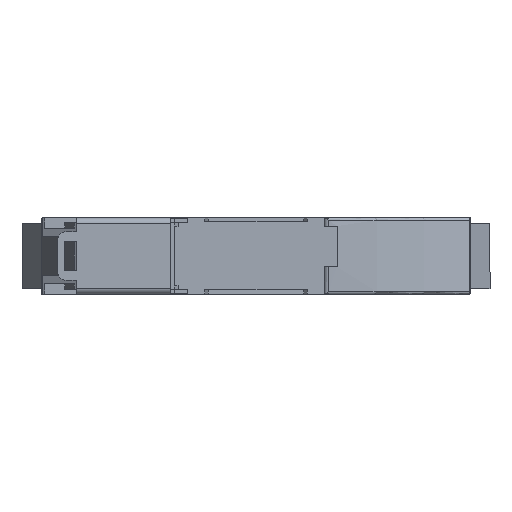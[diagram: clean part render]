
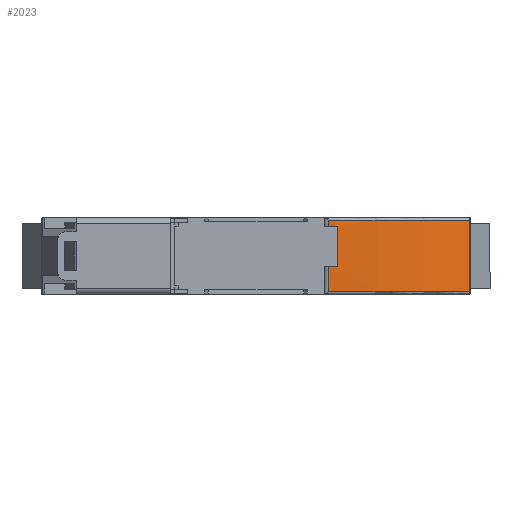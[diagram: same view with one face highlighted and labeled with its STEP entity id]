
A CAD part, front view. The second image highlights one B-rep face of the part: STEP entity #2023.
In plain terms, the highlighted cylindrical face has radius 80 mm (diameter 160 mm), a partial arc.
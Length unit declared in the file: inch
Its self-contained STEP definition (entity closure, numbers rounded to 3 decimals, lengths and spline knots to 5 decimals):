
#10 = VECTOR ( 'NONE', #2413, 39.37008 ) ;
#215 = ORIENTED_EDGE ( 'NONE', *, *, #1686, .F. ) ;
#263 = LINE ( 'NONE', #5642, #4583 ) ;
#277 = CARTESIAN_POINT ( 'NONE',  ( 0.5315, 2.82112, -0.05906 ) ) ;
#466 = AXIS2_PLACEMENT_3D ( 'NONE', #277, #2143, #5887 ) ;
#489 = CARTESIAN_POINT ( 'NONE',  ( 0.65908, -0.3259, 0.33465 ) ) ;
#499 = DIRECTION ( 'NONE',  ( 0., 0., 1. ) ) ;
#778 = LINE ( 'NONE', #5345, #3544 ) ;
#785 = EDGE_CURVE ( 'NONE', #1147, #2948, #6031, .T. ) ;
#996 = VERTEX_POINT ( 'NONE', #1717 ) ;
#1008 = DIRECTION ( 'NONE',  ( 0., 0., 1. ) ) ;
#1137 = VECTOR ( 'NONE', #3208, 39.37008 ) ;
#1140 = DIRECTION ( 'NONE',  ( 0., 0., -1. ) ) ;
#1147 = VERTEX_POINT ( 'NONE', #3903 ) ;
#1175 = CIRCLE ( 'NONE', #4207, 3.14961 ) ;
#1201 = EDGE_CURVE ( 'NONE', #1147, #2528, #4380, .T. ) ;
#1636 = AXIS2_PLACEMENT_3D ( 'NONE', #4695, #1008, #5668 ) ;
#1654 = DIRECTION ( 'NONE',  ( 0., 0., 1. ) ) ;
#1661 = FACE_OUTER_BOUND ( 'NONE', #3369, .T. ) ;
#1677 = ORIENTED_EDGE ( 'NONE', *, *, #785, .F. ) ;
#1686 = EDGE_CURVE ( 'NONE', #4986, #4680, #4523, .T. ) ;
#1717 = CARTESIAN_POINT ( 'NONE',  ( 0.73622, -0.32183, 0.27953 ) ) ;
#1946 = DIRECTION ( 'NONE',  ( 0., 0., 1. ) ) ;
#2010 = CARTESIAN_POINT ( 'NONE',  ( 0.65908, -0.3259, -0.28937 ) ) ;
#2014 = DIRECTION ( 'NONE',  ( -1., 0., 0. ) ) ;
#2023 = ADVANCED_FACE ( 'NONE', ( #1661 ), #5911, .T. ) ;
#2031 = CIRCLE ( 'NONE', #5075, 3.14961 ) ;
#2039 = DIRECTION ( 'NONE',  ( 1., 0., 0. ) ) ;
#2143 = DIRECTION ( 'NONE',  ( 0., 0., -1. ) ) ;
#2195 = CARTESIAN_POINT ( 'NONE',  ( 0.65908, -0.3259, 0.27953 ) ) ;
#2413 = DIRECTION ( 'NONE',  ( 0., 0., -1. ) ) ;
#2528 = VERTEX_POINT ( 'NONE', #5035 ) ;
#2541 = CARTESIAN_POINT ( 'NONE',  ( 1.93792, 0.00297, -0.3189 ) ) ;
#2686 = ORIENTED_EDGE ( 'NONE', *, *, #2958, .T. ) ;
#2948 = VERTEX_POINT ( 'NONE', #3837 ) ;
#2958 = EDGE_CURVE ( 'NONE', #4529, #4680, #2031, .T. ) ;
#3178 = CARTESIAN_POINT ( 'NONE',  ( 0.65908, -0.3259, 0.35433 ) ) ;
#3208 = DIRECTION ( 'NONE',  ( 0., 0., 1. ) ) ;
#3264 = CIRCLE ( 'NONE', #4949, 3.14961 ) ;
#3369 = EDGE_LOOP ( 'NONE', ( #2686, #215, #5789, #3740, #1677, #4160, #4173, #5755 ) ) ;
#3544 = VECTOR ( 'NONE', #1140, 39.37008 ) ;
#3625 = EDGE_CURVE ( 'NONE', #2528, #4444, #3264, .T. ) ;
#3740 = ORIENTED_EDGE ( 'NONE', *, *, #4117, .T. ) ;
#3837 = CARTESIAN_POINT ( 'NONE',  ( 0.73622, -0.32183, -0.09055 ) ) ;
#3903 = CARTESIAN_POINT ( 'NONE',  ( 0.65908, -0.3259, -0.09055 ) ) ;
#4117 = EDGE_CURVE ( 'NONE', #996, #2948, #778, .T. ) ;
#4160 = ORIENTED_EDGE ( 'NONE', *, *, #1201, .T. ) ;
#4173 = ORIENTED_EDGE ( 'NONE', *, *, #3625, .T. ) ;
#4207 = AXIS2_PLACEMENT_3D ( 'NONE', #4447, #1654, #2014 ) ;
#4247 = DIRECTION ( 'NONE',  ( 0., 0., -1. ) ) ;
#4380 = LINE ( 'NONE', #2010, #10 ) ;
#4444 = VERTEX_POINT ( 'NONE', #2541 ) ;
#4447 = CARTESIAN_POINT ( 'NONE',  ( 0.5315, 2.82112, 0.27953 ) ) ;
#4523 = LINE ( 'NONE', #3178, #1137 ) ;
#4529 = VERTEX_POINT ( 'NONE', #5403 ) ;
#4583 = VECTOR ( 'NONE', #499, 39.37008 ) ;
#4680 = VERTEX_POINT ( 'NONE', #489 ) ;
#4695 = CARTESIAN_POINT ( 'NONE',  ( 0.5315, 2.82112, -0.09055 ) ) ;
#4774 = CARTESIAN_POINT ( 'NONE',  ( 0.5315, 2.82112, -0.3189 ) ) ;
#4891 = EDGE_CURVE ( 'NONE', #4986, #996, #1175, .T. ) ;
#4949 = AXIS2_PLACEMENT_3D ( 'NONE', #4774, #1946, #2039 ) ;
#4986 = VERTEX_POINT ( 'NONE', #2195 ) ;
#5035 = CARTESIAN_POINT ( 'NONE',  ( 0.65908, -0.3259, -0.3189 ) ) ;
#5075 = AXIS2_PLACEMENT_3D ( 'NONE', #5202, #4247, #5658 ) ;
#5202 = CARTESIAN_POINT ( 'NONE',  ( 0.5315, 2.82112, 0.33465 ) ) ;
#5345 = CARTESIAN_POINT ( 'NONE',  ( 0.73622, -0.32183, 0.30512 ) ) ;
#5403 = CARTESIAN_POINT ( 'NONE',  ( 1.93792, 0.00297, 0.33465 ) ) ;
#5642 = CARTESIAN_POINT ( 'NONE',  ( 1.93792, 0.00297, -0.05906 ) ) ;
#5658 = DIRECTION ( 'NONE',  ( -1., 0., 0. ) ) ;
#5668 = DIRECTION ( 'NONE',  ( 1., 0., 0. ) ) ;
#5755 = ORIENTED_EDGE ( 'NONE', *, *, #5913, .T. ) ;
#5789 = ORIENTED_EDGE ( 'NONE', *, *, #4891, .T. ) ;
#5887 = DIRECTION ( 'NONE',  ( -1., 0., 0. ) ) ;
#5911 = CYLINDRICAL_SURFACE ( 'NONE', #466, 3.14961 ) ;
#5913 = EDGE_CURVE ( 'NONE', #4444, #4529, #263, .T. ) ;
#6031 = CIRCLE ( 'NONE', #1636, 3.14961 ) ;
